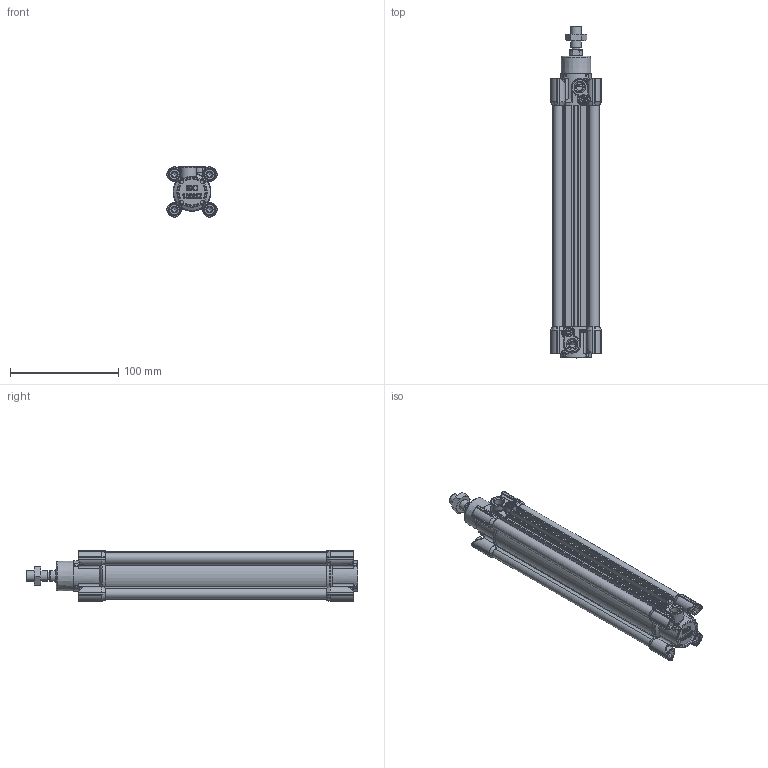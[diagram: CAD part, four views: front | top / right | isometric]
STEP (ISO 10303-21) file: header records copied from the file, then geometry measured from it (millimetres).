
FILE_DESCRIPTION (( 'STEP AP214' ), '1' );
FILE_NAME ('SADE0MA0320160.step', '2021-10-05T12:24:47', ( '' ), ( '' ), 'SwSTEP 2.0', 'SolidWorks 2021', '' );
FILE_SCHEMA (( 'AUTOMOTIVE_DESIGN' ));
Length unit declared in the file: millimetre
Products named in the file (1): SADE0MA0320160
Bounding box: 47 x 306 x 47 mm (x, y, z)
Volume: 210438 mm3; surface area: 173471.2 mm2
Topology: 35 solids, 35 shells, 2092 faces, 5370 edges, 3402 vertices
Faces by surface type: cylinder 691, plane 663, bspline 409, cone 279, torus 50
Full cylindrical faces by diameter (mm): 2 x2, 2.4 x2, 2.5 x4, 3.8 x2, 4.134 x2, 5 x12, 5.2 x4, 5.4 x8, 5.5 x2, 5.9 x8, 6 x10, 6.5 x8, 6.912 x1, 7 x2, 7.188 x2, 8 x7, 8.566 x2, 8.8 x1, 10 x9, 11 x1, 11.7 x1, 12 x5, 12.855 x1, 15 x2, 16 x5, 16.434 x2, 17 x2, 22 x3, 24 x5, 26 x2
Entity records: 110166 total; most frequent: CARTESIAN_POINT 41535, ORIENTED_EDGE 9814, DIRECTION 8343, EDGE_CURVE 4907, AXIS2_PLACEMENT_3D 3326, VERTEX_POINT 3285, EDGE_LOOP 2572, FACE_OUTER_BOUND 2273
